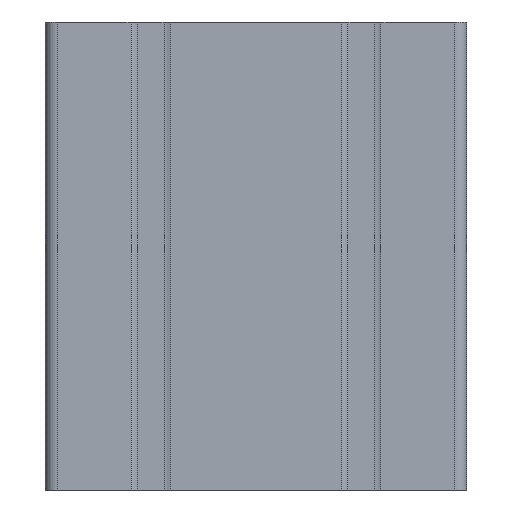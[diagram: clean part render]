
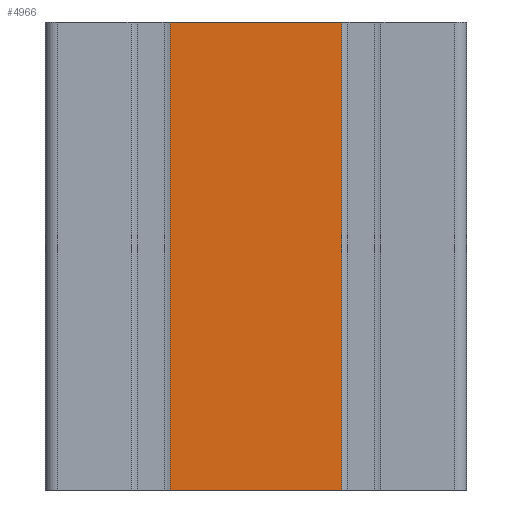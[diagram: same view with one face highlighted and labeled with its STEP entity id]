
A CAD part, left-side view. The second image highlights one B-rep face of the part: STEP entity #4966.
In plain terms, the highlighted planar face has unit normal (-1, 0, 0).
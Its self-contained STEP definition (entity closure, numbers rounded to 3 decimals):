
#189=PLANE('',#5402);
#431=FACE_OUTER_BOUND('',#693,.T.);
#693=EDGE_LOOP('',(#4362,#4363,#4364,#4365));
#1018=LINE('',#7673,#1551);
#1049=LINE('',#7760,#1582);
#1239=LINE('',#8255,#1772);
#1243=LINE('',#8265,#1776);
#1551=VECTOR('',#6231,100.);
#1582=VECTOR('',#6314,100.);
#1772=VECTOR('',#6782,36.6);
#1776=VECTOR('',#6798,36.6);
#2260=VERTEX_POINT('',#7671);
#2261=VERTEX_POINT('',#7672);
#2290=VERTEX_POINT('',#7758);
#2291=VERTEX_POINT('',#7759);
#2878=EDGE_CURVE('',#2260,#2261,#1018,.T.);
#2921=EDGE_CURVE('',#2290,#2291,#1049,.T.);
#3168=EDGE_CURVE('',#2261,#2290,#1239,.T.);
#3176=EDGE_CURVE('',#2260,#2291,#1243,.T.);
#4362=ORIENTED_EDGE('',*,*,#2878,.T.);
#4363=ORIENTED_EDGE('',*,*,#3168,.T.);
#4364=ORIENTED_EDGE('',*,*,#2921,.T.);
#4365=ORIENTED_EDGE('',*,*,#3176,.F.);
#4966=ADVANCED_FACE('',(#431),#189,.T.);
#5402=AXIS2_PLACEMENT_3D('',#8264,#6796,#6797);
#6231=DIRECTION('',(0.,0.,1.));
#6314=DIRECTION('',(0.,0.,-1.));
#6782=DIRECTION('',(0.,1.,0.));
#6796=DIRECTION('center_axis',(-1.,0.,0.));
#6797=DIRECTION('ref_axis',(0.,-1.,0.));
#6798=DIRECTION('',(0.,1.,0.));
#7671=CARTESIAN_POINT('',(-45.,-18.301,0.));
#7672=CARTESIAN_POINT('',(-45.,-18.301,100.));
#7673=CARTESIAN_POINT('',(-45.,-18.301,0.));
#7758=CARTESIAN_POINT('',(-45.,18.299,100.));
#7759=CARTESIAN_POINT('',(-45.,18.299,0.));
#7760=CARTESIAN_POINT('',(-45.,18.299,0.));
#8255=CARTESIAN_POINT('',(-45.,21.25,100.));
#8264=CARTESIAN_POINT('Origin',(-45.,42.5,0.));
#8265=CARTESIAN_POINT('',(-45.,21.25,0.));
